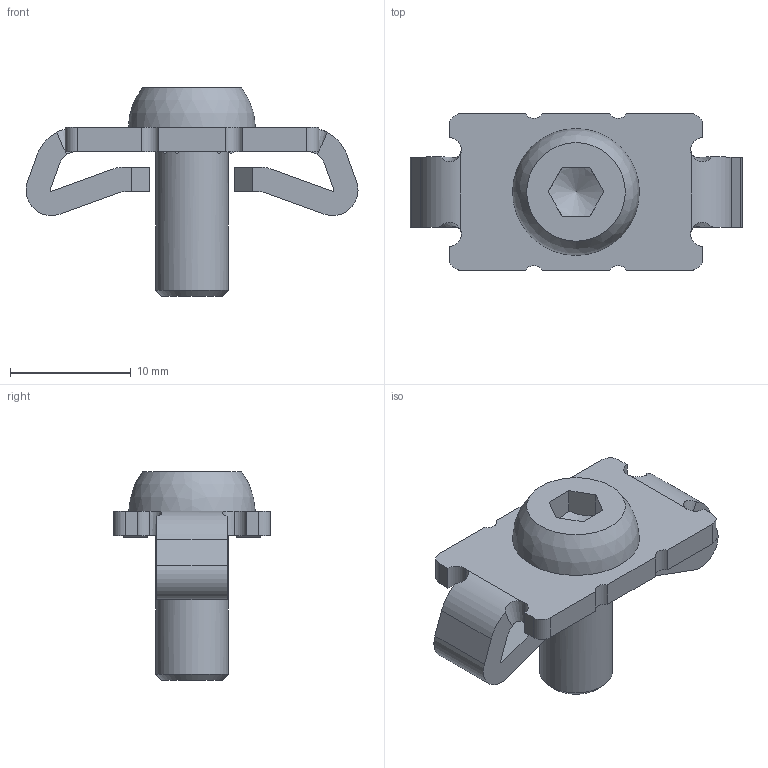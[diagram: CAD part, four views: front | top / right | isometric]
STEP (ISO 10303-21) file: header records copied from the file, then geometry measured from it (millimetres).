
FILE_DESCRIPTION(('STEP AP203'),'1');
FILE_NAME('FIXE06E3396.stp','2023-12-11T10:18:50',(' '),(' '),'Spatial InterOp 3D',' ',' ');
FILE_SCHEMA(('CONFIG_CONTROL_DESIGN'));
Length unit declared in the file: millimetre
Products named in the file (4): Fixation standard 6-30; Vis BHC - M6x14; agrafe 6-30; Fixation standard 6 inox
Assembly tree (3 placements, depth 3):
  Fixation standard 6 inox
    Fixation standard 6-30
      Vis BHC - M6x14
      agrafe 6-30
Bounding box: 27.5 x 13 x 17.3 mm (x, y, z)
Volume: 1408.9 mm3; surface area: 1645 mm2
Topology: 2 solids, 2 shells, 117 faces, 309 edges, 205 vertices
Faces by surface type: plane 83, cylinder 27, cone 6, sphere 1
Full cylindrical faces by diameter (mm): 6 x2, 6.5 x1
Entity records: 4360 total; most frequent: CARTESIAN_POINT 876, ORIENTED_EDGE 604, DIRECTION 590, EDGE_CURVE 302, LINE 220, VECTOR 220, VERTEX_POINT 205, AXIS2_PLACEMENT_3D 185
